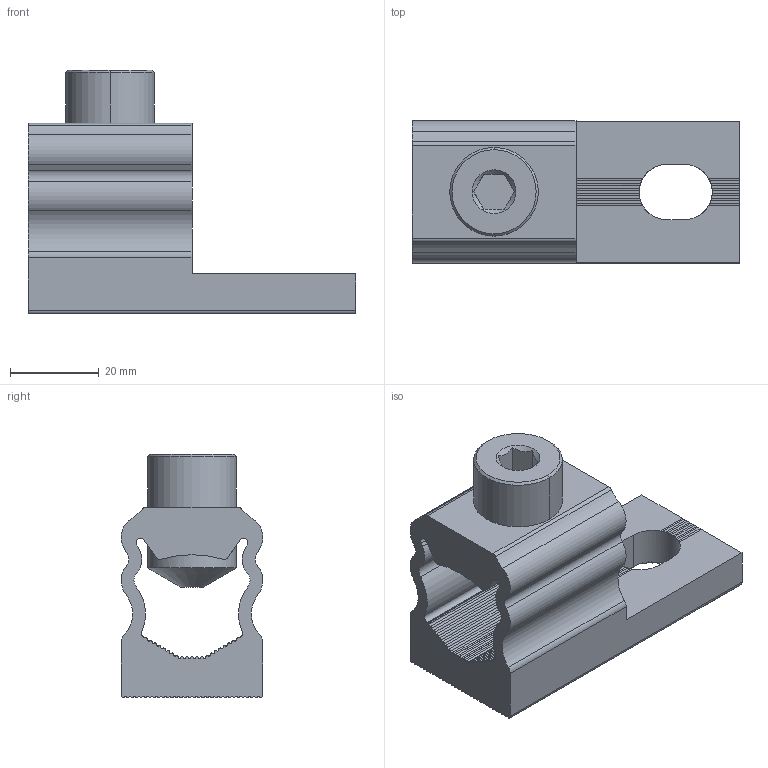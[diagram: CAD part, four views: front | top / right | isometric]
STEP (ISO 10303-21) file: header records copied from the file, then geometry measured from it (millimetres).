
FILE_DESCRIPTION(('Creo Elements/Direct Modeling STEP Export'),'2;1');
FILE_NAME('VC02-0147_OT_1x240.stp','2025-08-20T14:37:19',(''),(''),'Creo Elements/Direct Modeling STEP processor for AP214 (Solid Model)','Creo Elements/Direct Modeling 20.6A 14-Oct-2023 (C) Parametric Technology GmbH','');
FILE_SCHEMA(('AUTOMOTIVE_DESIGN { 1 0 10303 214 1 1 1 1 }'));
Length unit declared in the file: millimetre
Products named in the file (1): Liitinrunko_OT_1x240
Bounding box: 74 x 32 x 55 mm (x, y, z)
Volume: 42653.8 mm3; surface area: 15857.8 mm2
Topology: 1 solids, 1 shells, 313 faces, 930 edges, 618 vertices
Faces by surface type: cylinder 177, plane 130, cone 6
Entity records: 11037 total; most frequent: CARTESIAN_POINT 2641, ORIENTED_EDGE 1860, DIRECTION 1730, EDGE_CURVE 930, AXIS2_PLACEMENT_3D 657, VERTEX_POINT 618, VECTOR 416, LINE 416
